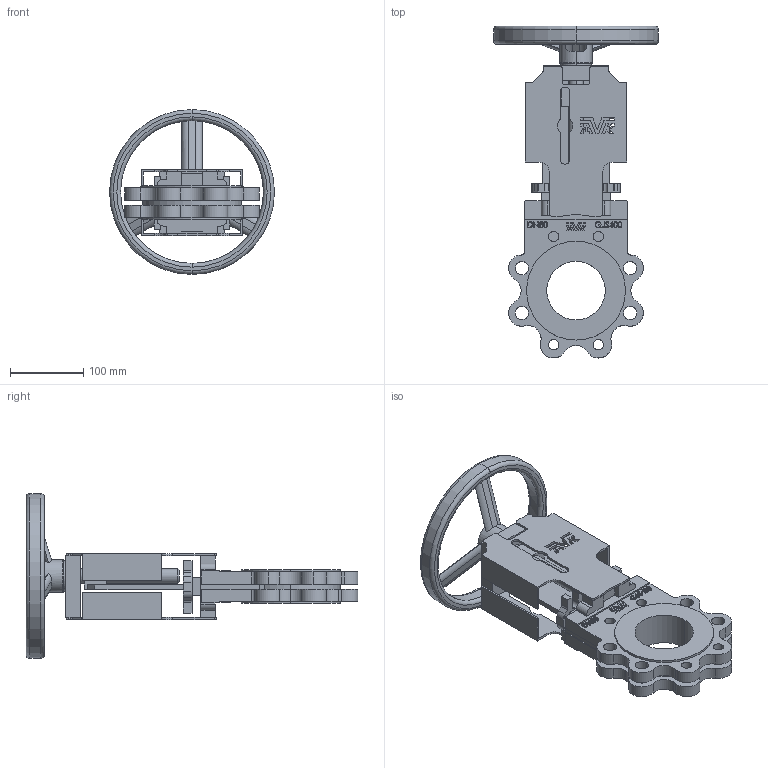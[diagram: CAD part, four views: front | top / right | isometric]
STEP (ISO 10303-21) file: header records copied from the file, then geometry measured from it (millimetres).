
FILE_DESCRIPTION (( 'STEP AP203' ), '1' );
FILE_NAME ('70208010034.STEP', '2017-04-19T08:59:35', ( '' ), ( '' ), 'SwSTEP 2.0', 'SolidWorks 2016', '' );
FILE_SCHEMA (( 'CONFIG_CONTROL_DESIGN' ));
Length unit declared in the file: millimetre
Products named in the file (1): 70208010034
Bounding box: 225 x 452.91 x 225 mm (x, y, z)
Volume: 1925457.6 mm3; surface area: 373013.1 mm2
Topology: 1 solids, 1 shells, 1056 faces, 2997 edges, 1983 vertices
Faces by surface type: plane 477, cylinder 393, bspline 172, torus 12, cone 2
Entity records: 45137 total; most frequent: CARTESIAN_POINT 18029, ORIENTED_EDGE 5974, DIRECTION 5172, EDGE_CURVE 2987, VERTEX_POINT 1981, LINE 1808, VECTOR 1808, AXIS2_PLACEMENT_3D 1682
